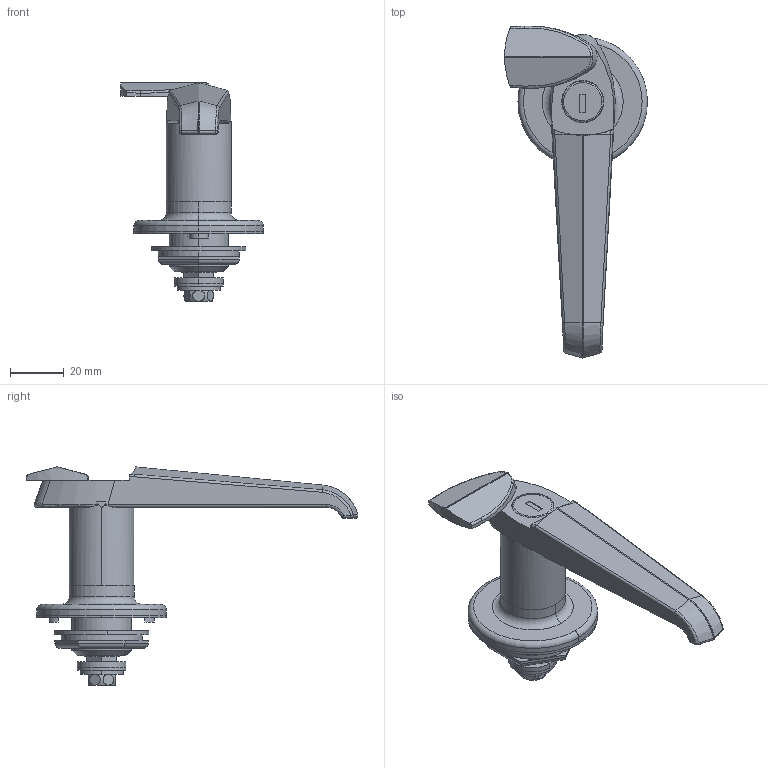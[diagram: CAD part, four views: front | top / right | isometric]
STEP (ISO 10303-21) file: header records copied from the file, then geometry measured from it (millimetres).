
FILE_DESCRIPTION (( 'STEP AP203' ), '1' );
FILE_NAME ('A-140-H-2-1.STEP', '2013-04-11T05:03:32', ( '11sw' ), ( 'タキゲン製造株式会社' ), 'SwSTEP 2.0', 'SolidWorks 2012', '' );
FILE_SCHEMA (( 'CONFIG_CONTROL_DESIGN' ));
Length unit declared in the file: millimetre
Products named in the file (12): A-140-H-2-1; 0200_公開用_0200-4-3.5; A-140-2パッキン; A-140-2受座_公; A-140-H-2-1僉儍僢僾_; A-140-H-2-1本体_; A-140-H-2平ワッシャー_; 帟晅嵗嬥撪帟M22_冇35亊冇23亊t1.6; A-140-2六角ナット_公; 廫帤寠晅偒榋妏儃儖僩M6_M6亊16; A-140-H-2僗儁乕僒乕B__僗儁乕僒乕; AC-25-W_AC-25-W-2
Assembly tree (11 placements, depth 2):
  A-140-H-2-1
    A-140-H-2-1本体_
    A-140-H-2-1僉儍僢僾_
    A-140-2受座_公
    A-140-2パッキン
    A-140-2六角ナット_公
    帟晅嵗嬥撪帟M22_冇35亊冇23亊t1.6
    A-140-H-2平ワッシャー_
    AC-25-W_AC-25-W-2
    A-140-H-2僗儁乕僒乕B__僗儁乕僒乕
    廫帤寠晅偒榋妏儃儖僩M6_M6亊16
    0200_公開用_0200-4-3.5
Bounding box: 53 x 123.03 x 80.9 mm (x, y, z)
Volume: 45605.7 mm3; surface area: 30710 mm2
Topology: 11 solids, 11 shells, 334 faces, 819 edges, 520 vertices
Faces by surface type: plane 148, cylinder 126, bspline 30, torus 14, cone 9, sphere 7
Entity records: 12619 total; most frequent: CARTESIAN_POINT 3635, ORIENTED_EDGE 1624, DIRECTION 1600, EDGE_CURVE 812, AXIS2_PLACEMENT_3D 593, VERTEX_POINT 518, LINE 414, VECTOR 414
